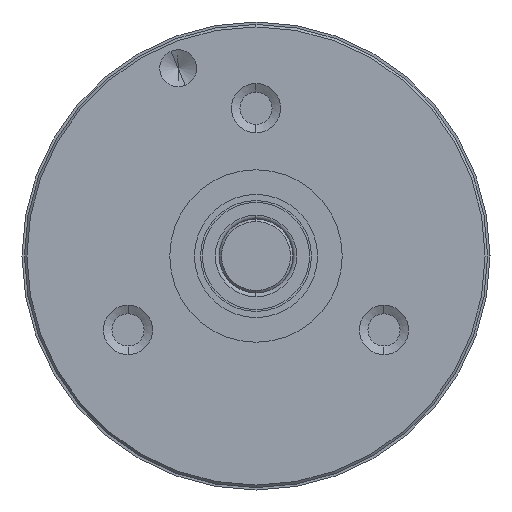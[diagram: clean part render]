
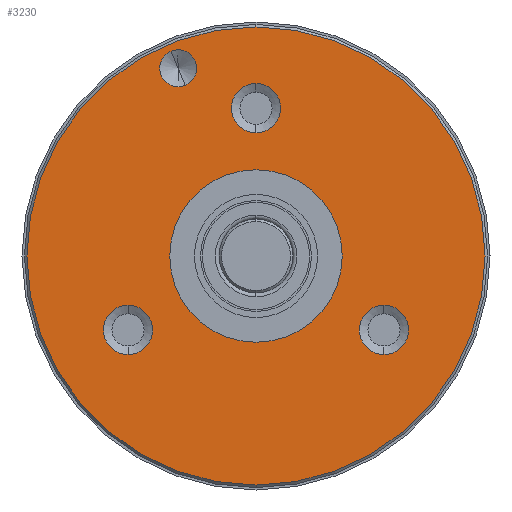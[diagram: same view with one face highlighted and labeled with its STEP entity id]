
A CAD part, left-side view. The second image highlights one B-rep face of the part: STEP entity #3230.
In plain terms, the highlighted planar face has unit normal (-1, 0, 0).
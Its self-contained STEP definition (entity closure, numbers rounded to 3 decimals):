
#3230=ADVANCED_FACE('',(#6465,#6466,#6467,#6468,#6469,#6470),#6471,.T.);
#6465=FACE_BOUND('',#10512,.T.);
#6466=FACE_OUTER_BOUND('',#10513,.T.);
#6467=FACE_BOUND('',#10514,.T.);
#6468=FACE_BOUND('',#10515,.T.);
#6469=FACE_BOUND('',#10516,.T.);
#6470=FACE_BOUND('',#10517,.T.);
#6471=PLANE('',#10518);
#10512=EDGE_LOOP('',(#19841,#19842));
#10513=EDGE_LOOP('',(#19843,#19844));
#10514=EDGE_LOOP('',(#19845,#19846));
#10515=EDGE_LOOP('',(#19847,#19848));
#10516=EDGE_LOOP('',(#19849,#19850));
#10517=EDGE_LOOP('',(#19851,#19852));
#10518=AXIS2_PLACEMENT_3D('',#19853,#19854,#19855);
#19841=ORIENTED_EDGE('',*,*,#23618,.T.);
#19842=ORIENTED_EDGE('',*,*,#23620,.T.);
#19843=ORIENTED_EDGE('',*,*,#23605,.T.);
#19844=ORIENTED_EDGE('',*,*,#23626,.T.);
#19845=ORIENTED_EDGE('',*,*,#23568,.T.);
#19846=ORIENTED_EDGE('',*,*,#23646,.T.);
#19847=ORIENTED_EDGE('',*,*,#23527,.T.);
#19848=ORIENTED_EDGE('',*,*,#23668,.T.);
#19849=ORIENTED_EDGE('',*,*,#23486,.T.);
#19850=ORIENTED_EDGE('',*,*,#23690,.T.);
#19851=ORIENTED_EDGE('',*,*,#23477,.T.);
#19852=ORIENTED_EDGE('',*,*,#23694,.T.);
#19853=CARTESIAN_POINT('',(0.0,0.0,6.45));
#19854=DIRECTION('',(-1.0,-0.0,-0.0));
#19855=DIRECTION('',(0.0,0.0,-1.0));
#23477=EDGE_CURVE('',#28848,#28852,#28854,.T.);
#23486=EDGE_CURVE('',#28865,#28867,#28869,.T.);
#23527=EDGE_CURVE('',#28928,#28930,#28932,.T.);
#23568=EDGE_CURVE('',#28991,#28993,#28995,.T.);
#23605=EDGE_CURVE('',#29045,#29048,#29050,.T.);
#23618=EDGE_CURVE('',#29065,#29068,#29070,.T.);
#23620=EDGE_CURVE('',#29068,#29065,#29072,.T.);
#23626=EDGE_CURVE('',#29048,#29045,#29078,.T.);
#23646=EDGE_CURVE('',#28993,#28991,#29098,.T.);
#23668=EDGE_CURVE('',#28930,#28928,#29120,.T.);
#23690=EDGE_CURVE('',#28867,#28865,#29142,.T.);
#23694=EDGE_CURVE('',#28852,#28848,#29146,.T.);
#28848=VERTEX_POINT('',#36346);
#28852=VERTEX_POINT('',#36351);
#28854=CIRCLE('',#36354,3.5);
#28865=VERTEX_POINT('',#36367);
#28867=VERTEX_POINT('',#36370);
#28869=CIRCLE('',#36373,1.0);
#28928=VERTEX_POINT('',#36450);
#28930=VERTEX_POINT('',#36453);
#28932=CIRCLE('',#36456,1.0);
#28991=VERTEX_POINT('',#36533);
#28993=VERTEX_POINT('',#36536);
#28995=CIRCLE('',#36539,1.0);
#29045=VERTEX_POINT('',#36605);
#29048=VERTEX_POINT('',#36609);
#29050=CIRCLE('',#36612,9.3);
#29065=VERTEX_POINT('',#36631);
#29068=VERTEX_POINT('',#36635);
#29070=CIRCLE('',#36638,0.75);
#29072=CIRCLE('',#36640,0.75);
#29078=CIRCLE('',#36646,9.3);
#29098=CIRCLE('',#36666,1.0);
#29120=CIRCLE('',#36688,1.0);
#29142=CIRCLE('',#36710,1.0);
#29146=CIRCLE('',#36714,3.5);
#36346=CARTESIAN_POINT('',(0.0,0.0,3.5));
#36351=CARTESIAN_POINT('',(0.0,0.,-3.5));
#36354=AXIS2_PLACEMENT_3D('',#40656,#40657,#40658);
#36367=CARTESIAN_POINT('',(0.0,0.0,7.0));
#36370=CARTESIAN_POINT('',(0.0,0.,5.0));
#36373=AXIS2_PLACEMENT_3D('',#40669,#40670,#40671);
#36450=CARTESIAN_POINT('',(0.0,-5.196,-2.0));
#36453=CARTESIAN_POINT('',(0.0,-5.196,-4.0));
#36456=AXIS2_PLACEMENT_3D('',#40722,#40723,#40724);
#36533=CARTESIAN_POINT('',(0.0,5.196,-2.0));
#36536=CARTESIAN_POINT('',(0.0,5.196,-4.0));
#36539=AXIS2_PLACEMENT_3D('',#40775,#40776,#40777);
#36605=CARTESIAN_POINT('',(0.0,0.0,9.3));
#36609=CARTESIAN_POINT('',(0.0,0.,-9.3));
#36612=AXIS2_PLACEMENT_3D('',#40823,#40824,#40825);
#36631=CARTESIAN_POINT('',(0.0,3.444,8.315));
#36635=CARTESIAN_POINT('',(0.0,2.87,6.929));
#36638=AXIS2_PLACEMENT_3D('',#40841,#40842,#40843);
#36640=AXIS2_PLACEMENT_3D('',#40844,#40845,#40846);
#36646=AXIS2_PLACEMENT_3D('',#40853,#40854,#40855);
#36666=AXIS2_PLACEMENT_3D('',#40883,#40884,#40885);
#36688=AXIS2_PLACEMENT_3D('',#40916,#40917,#40918);
#36710=AXIS2_PLACEMENT_3D('',#40949,#40950,#40951);
#36714=AXIS2_PLACEMENT_3D('',#40955,#40956,#40957);
#40656=CARTESIAN_POINT('',(0.0,0.0,0.0));
#40657=DIRECTION('',(1.0,0.0,-0.0));
#40658=DIRECTION('',(0.0,0.0,1.0));
#40669=CARTESIAN_POINT('',(0.0,0.0,6.0));
#40670=DIRECTION('',(1.0,0.0,-0.0));
#40671=DIRECTION('',(0.0,0.0,1.0));
#40722=CARTESIAN_POINT('',(0.0,-5.196,-3.0));
#40723=DIRECTION('',(1.0,0.0,-0.0));
#40724=DIRECTION('',(0.0,0.0,1.0));
#40775=CARTESIAN_POINT('',(0.0,5.196,-3.0));
#40776=DIRECTION('',(1.0,0.0,-0.0));
#40777=DIRECTION('',(0.0,0.0,1.0));
#40823=CARTESIAN_POINT('',(0.0,0.0,0.0));
#40824=DIRECTION('',(-1.0,0.0,0.0));
#40825=DIRECTION('',(0.0,0.0,1.0));
#40841=CARTESIAN_POINT('',(0.0,3.157,7.622));
#40842=DIRECTION('',(1.0,0.0,-0.0));
#40843=DIRECTION('',(0.0,0.383,0.924));
#40844=CARTESIAN_POINT('',(0.0,3.157,7.622));
#40845=DIRECTION('',(1.0,0.0,-0.0));
#40846=DIRECTION('',(0.0,0.383,0.924));
#40853=CARTESIAN_POINT('',(0.0,0.0,0.0));
#40854=DIRECTION('',(-1.0,0.0,0.0));
#40855=DIRECTION('',(0.0,0.0,1.0));
#40883=CARTESIAN_POINT('',(0.0,5.196,-3.0));
#40884=DIRECTION('',(1.0,0.0,-0.0));
#40885=DIRECTION('',(0.0,0.0,1.0));
#40916=CARTESIAN_POINT('',(0.0,-5.196,-3.0));
#40917=DIRECTION('',(1.0,0.0,-0.0));
#40918=DIRECTION('',(0.0,0.0,1.0));
#40949=CARTESIAN_POINT('',(0.0,0.0,6.0));
#40950=DIRECTION('',(1.0,0.0,-0.0));
#40951=DIRECTION('',(0.0,0.0,1.0));
#40955=CARTESIAN_POINT('',(0.0,0.0,0.0));
#40956=DIRECTION('',(1.0,0.0,-0.0));
#40957=DIRECTION('',(0.0,0.0,1.0));
